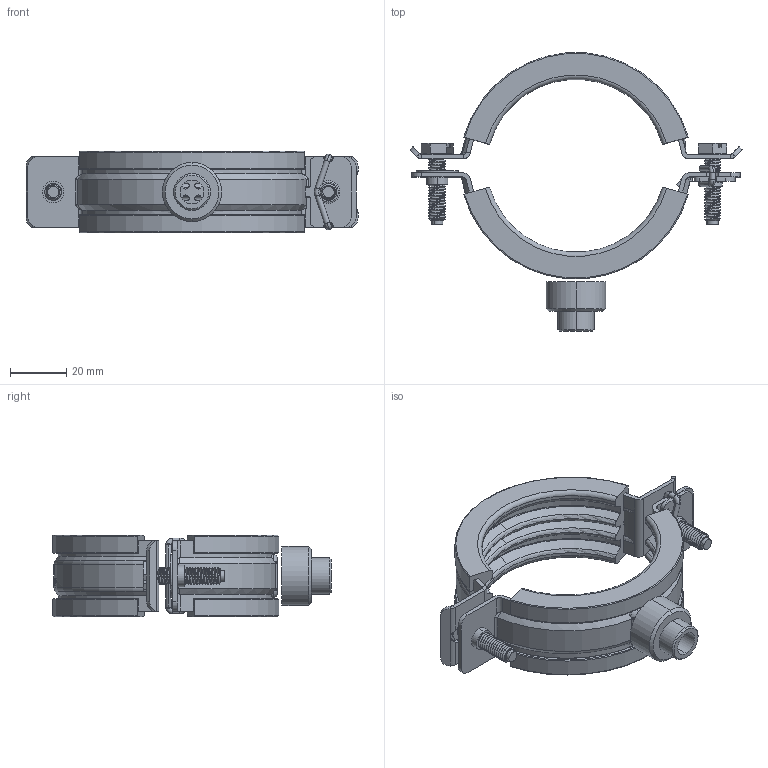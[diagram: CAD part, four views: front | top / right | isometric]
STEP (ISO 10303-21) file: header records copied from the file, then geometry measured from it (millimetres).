
FILE_DESCRIPTION (( 'STEP AP203' ), '1' );
FILE_NAME ('50.508RK.STEP', '2024-03-25T08:07:30', ( '' ), ( '' ), 'SwSTEP 2.0', 'SolidWorks 2023', '' );
FILE_SCHEMA (( 'CONFIG_CONTROL_DESIGN' ));
Length unit declared in the file: millimetre
Products named in the file (1): 50.508RK
Bounding box: 117.99 x 98.84 x 29 mm (x, y, z)
Surface area: 36492.8 mm2 (no closed solid volume)
Topology: 0 solids, 12 shells, 607 faces, 2279 edges, 1623 vertices
Faces by surface type: cylinder 226, plane 178, bspline 85, torus 66, cone 50, sphere 2
Entity records: 34236 total; most frequent: CARTESIAN_POINT 16978, ORIENTED_EDGE 3770, DIRECTION 3053, EDGE_CURVE 2277, VERTEX_POINT 1623, AXIS2_PLACEMENT_3D 1165, VECTOR 723, LINE 723
